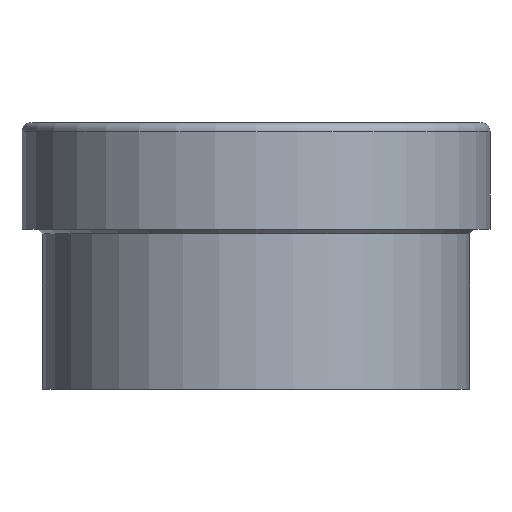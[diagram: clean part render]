
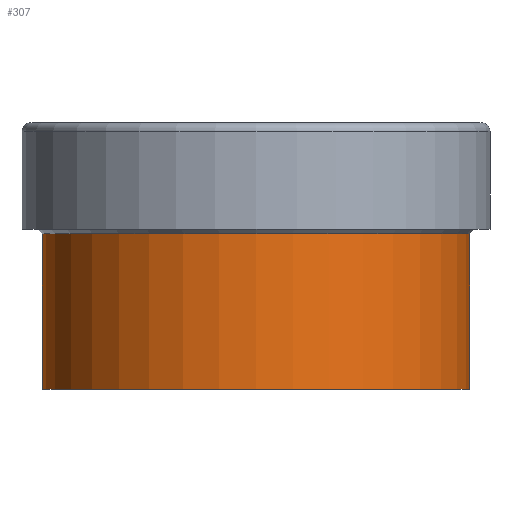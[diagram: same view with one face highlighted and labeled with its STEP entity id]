
A CAD part, left-side view. The second image highlights one B-rep face of the part: STEP entity #307.
In plain terms, the highlighted cylindrical face has radius 24 mm (diameter 48 mm), a partial arc.
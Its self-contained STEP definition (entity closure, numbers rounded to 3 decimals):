
#226=CARTESIAN_POINT('Vertex',(0.,-24.,15.999)) ;
#233=CARTESIAN_POINT('Vertex',(0.,24.,15.999)) ;
#253=CARTESIAN_POINT('Axis2P3D Location',(0.,0.,15.999)) ;
#265=CARTESIAN_POINT('Axis2P3D Location',(0.,0.,13.5)) ;
#270=CARTESIAN_POINT('Line Origine',(0.,-24.,7.249)) ;
#274=CARTESIAN_POINT('Vertex',(0.,-24.,-1.5)) ;
#281=CARTESIAN_POINT('Vertex',(0.,24.,-1.5)) ;
#284=CARTESIAN_POINT('Line Origine',(0.,24.,7.249)) ;
#296=CARTESIAN_POINT('Axis2P3D Location',(0.,0.,-1.5)) ;
#254=DIRECTION('Axis2P3D Direction',(0.,0.,1.)) ;
#266=DIRECTION('Axis2P3D Direction',(0.,0.,1.)) ;
#267=DIRECTION('Axis2P3D XDirection',(0.,-1.,-0.)) ;
#271=DIRECTION('Vector Direction',(0.,0.,1.)) ;
#285=DIRECTION('Vector Direction',(0.,0.,1.)) ;
#297=DIRECTION('Axis2P3D Direction',(0.,0.,1.)) ;
#255=AXIS2_PLACEMENT_3D('Circle Axis2P3D',#253,#254,$) ;
#268=AXIS2_PLACEMENT_3D('Cylinder Axis2P3D',#265,#266,#267) ;
#298=AXIS2_PLACEMENT_3D('Circle Axis2P3D',#296,#297,$) ;
#302=ORIENTED_EDGE('',*,*,#257,.F.) ;
#303=ORIENTED_EDGE('',*,*,#288,.T.) ;
#304=ORIENTED_EDGE('',*,*,#300,.T.) ;
#305=ORIENTED_EDGE('',*,*,#276,.F.) ;
#272=VECTOR('Line Direction',#271,1.) ;
#286=VECTOR('Line Direction',#285,1.) ;
#307=ADVANCED_FACE('\X2\96F64EF651E04F554F53\X0\',(#306),#269,.T.) ;
#256=CIRCLE('generated circle',#255,24.) ;
#299=CIRCLE('generated circle',#298,24.) ;
#269=CYLINDRICAL_SURFACE('generated cylinder',#268,24.) ;
#257=EDGE_CURVE('',#234,#227,#256,.T.) ;
#276=EDGE_CURVE('',#227,#275,#273,.F.) ;
#288=EDGE_CURVE('',#234,#282,#287,.F.) ;
#300=EDGE_CURVE('',#282,#275,#299,.T.) ;
#301=EDGE_LOOP('',(#302,#303,#304,#305)) ;
#306=FACE_OUTER_BOUND('',#301,.T.) ;
#273=LINE('Line',#270,#272) ;
#287=LINE('Line',#284,#286) ;
#227=VERTEX_POINT('',#226) ;
#234=VERTEX_POINT('',#233) ;
#275=VERTEX_POINT('',#274) ;
#282=VERTEX_POINT('',#281) ;
